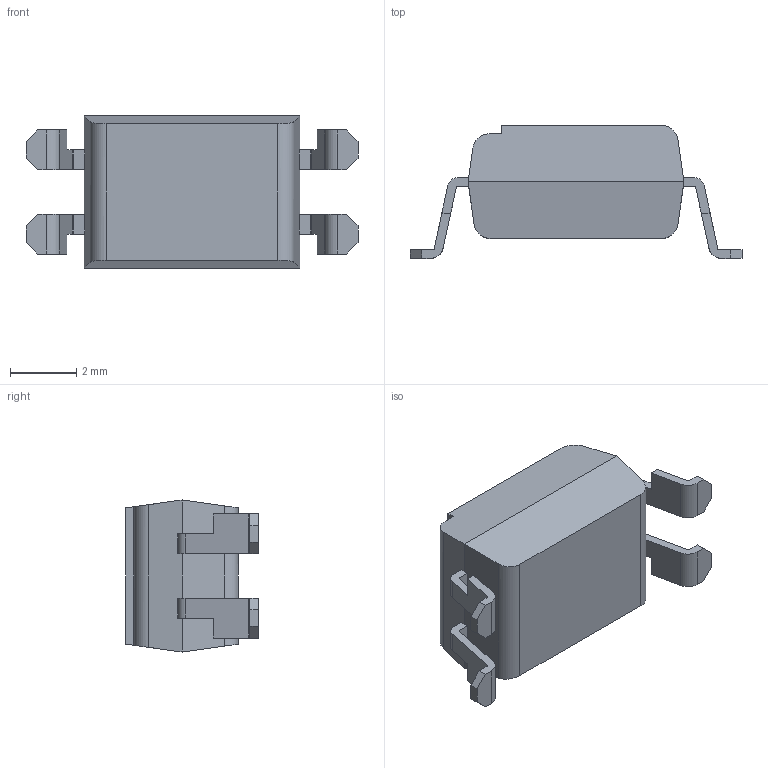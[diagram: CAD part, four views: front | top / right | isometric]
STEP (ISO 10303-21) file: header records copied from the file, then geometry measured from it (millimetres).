
FILE_DESCRIPTION (( 'STEP AP214' ), '1' );
FILE_NAME ('PC817X2NIP0F.STEP', '2021-09-15T13:09:17', ( '' ), ( '' ), 'SwSTEP 2.0', 'SolidWorks 2017', '' );
FILE_SCHEMA (( 'AUTOMOTIVE_DESIGN' ));
Length unit declared in the file: millimetre
Products named in the file (1): PC817X2NIP0F
Bounding box: 10 x 4 x 4.58 mm (x, y, z)
Volume: 94.3 mm3; surface area: 160.7 mm2
Topology: 6 solids, 6 shells, 115 faces, 302 edges, 200 vertices
Faces by surface type: plane 91, cylinder 24
Entity records: 3583 total; most frequent: CARTESIAN_POINT 642, ORIENTED_EDGE 604, DIRECTION 566, EDGE_CURVE 302, LINE 254, VECTOR 254, VERTEX_POINT 200, AXIS2_PLACEMENT_3D 156
